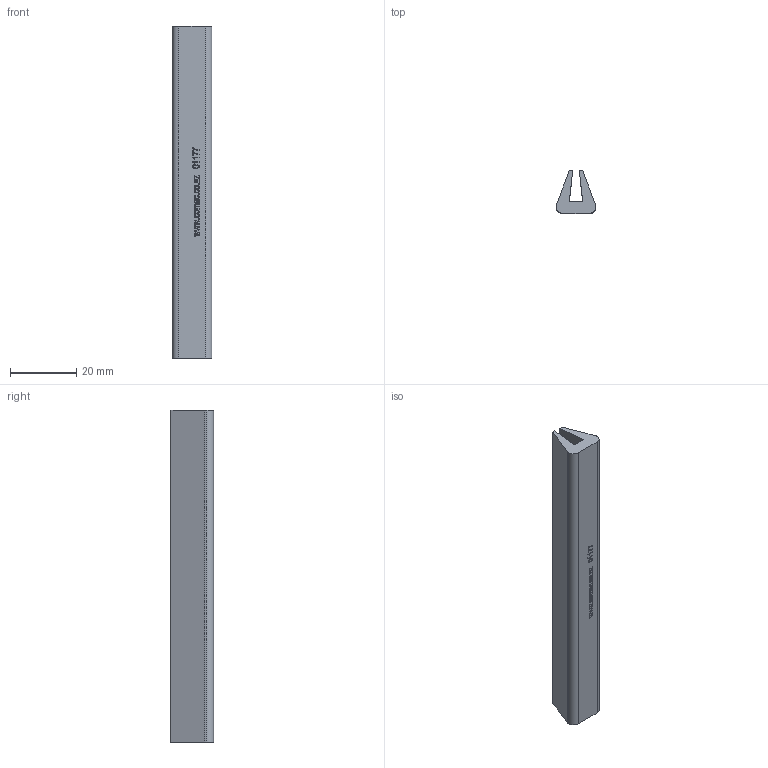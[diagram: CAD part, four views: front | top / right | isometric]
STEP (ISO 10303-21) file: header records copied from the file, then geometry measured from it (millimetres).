
FILE_DESCRIPTION (( 'STEP AP214' ), '1' );
FILE_NAME ('01185-CHANNEL STRIP RUBBER 2 TO 4MM PANEL.STEP', '2025-06-30T21:27:28', ( '' ), ( '' ), 'SwSTEP 2.0', 'SolidWorks 2025', '' );
FILE_SCHEMA (( 'AUTOMOTIVE_DESIGN' ));
Length unit declared in the file: millimetre
Products named in the file (1): 01185-CHANNEL STRIP RUBBER 2 TO 4MM PANEL
Bounding box: 12 x 13 x 100 mm (x, y, z)
Volume: 8301.4 mm3; surface area: 6423.2 mm2
Topology: 1 solids, 1 shells, 252 faces, 678 edges, 452 vertices
Faces by surface type: plane 161, bspline 86, cylinder 5
Entity records: 12607 total; most frequent: CARTESIAN_POINT 6837, ORIENTED_EDGE 1356, DIRECTION 850, EDGE_CURVE 678, LINE 496, VECTOR 496, VERTEX_POINT 452, EDGE_LOOP 276
